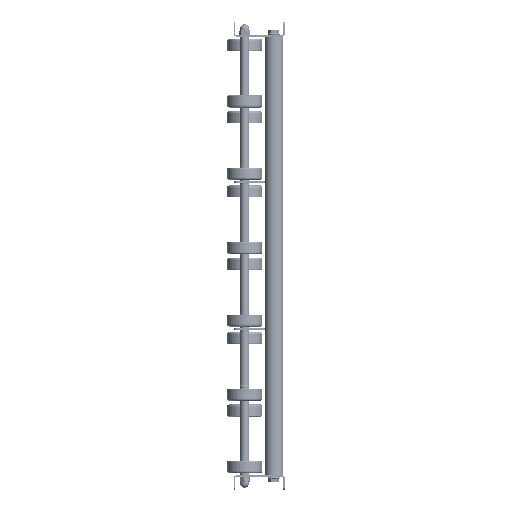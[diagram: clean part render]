
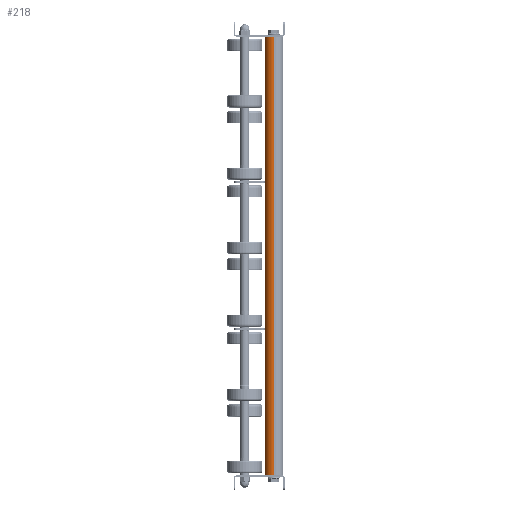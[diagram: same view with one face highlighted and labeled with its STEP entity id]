
A CAD part, left-side view. The second image highlights one B-rep face of the part: STEP entity #218.
In plain terms, the highlighted cylindrical face has radius 12.5 mm (diameter 25 mm), a partial arc.
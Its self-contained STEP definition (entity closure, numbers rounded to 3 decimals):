
#218 = ADVANCED_FACE ( 'NONE', ( #34969 ), #5139, .T. ) ;
#1772 = CARTESIAN_POINT ( 'NONE',  ( 1., 0., -12.5 ) ) ;
#2142 = CARTESIAN_POINT ( 'NONE',  ( 1., 0., 0. ) ) ;
#2218 = CARTESIAN_POINT ( 'NONE',  ( 600., 0., -12.5 ) ) ;
#3495 = ORIENTED_EDGE ( 'NONE', *, *, #7390, .F. ) ;
#3823 = VERTEX_POINT ( 'NONE', #1772 ) ;
#5139 = CYLINDRICAL_SURFACE ( 'NONE', #6987, 12.5 ) ;
#5529 = DIRECTION ( 'NONE',  ( 0., 0., 1. ) ) ;
#6987 = AXIS2_PLACEMENT_3D ( 'NONE', #8430, #31850, #5529 ) ;
#7390 = EDGE_CURVE ( 'NONE', #33833, #35481, #31029, .T. ) ;
#8119 = DIRECTION ( 'NONE',  ( 1., 0., 0. ) ) ;
#8430 = CARTESIAN_POINT ( 'NONE',  ( 600., 0., 0. ) ) ;
#9526 = CARTESIAN_POINT ( 'NONE',  ( 599., 0., -12.5 ) ) ;
#9820 = EDGE_CURVE ( 'NONE', #3823, #35481, #20049, .T. ) ;
#10815 = EDGE_CURVE ( 'NONE', #33833, #34174, #29427, .T. ) ;
#11958 = DIRECTION ( 'NONE',  ( -1., 0., 0. ) ) ;
#13752 = CARTESIAN_POINT ( 'NONE',  ( 1., 0., 12.5 ) ) ;
#13927 = DIRECTION ( 'NONE',  ( 0., 0., -1. ) ) ;
#14492 = AXIS2_PLACEMENT_3D ( 'NONE', #2142, #8119, #13927 ) ;
#17297 = ORIENTED_EDGE ( 'NONE', *, *, #24490, .T. ) ;
#18025 = VECTOR ( 'NONE', #28324, 1000. ) ;
#20049 = CIRCLE ( 'NONE', #14492, 12.5 ) ;
#20634 = CARTESIAN_POINT ( 'NONE',  ( 599., 0., 12.5 ) ) ;
#21064 = DIRECTION ( 'NONE',  ( 0., 0., -1. ) ) ;
#23331 = LINE ( 'NONE', #2218, #32546 ) ;
#24490 = EDGE_CURVE ( 'NONE', #34174, #3823, #23331, .T. ) ;
#28324 = DIRECTION ( 'NONE',  ( -1., 0., 0. ) ) ;
#29427 = CIRCLE ( 'NONE', #34990, 12.5 ) ;
#29676 = ORIENTED_EDGE ( 'NONE', *, *, #9820, .T. ) ;
#31029 = LINE ( 'NONE', #34123, #18025 ) ;
#31850 = DIRECTION ( 'NONE',  ( -1., 0., 0. ) ) ;
#32546 = VECTOR ( 'NONE', #35120, 1000. ) ;
#33833 = VERTEX_POINT ( 'NONE', #20634 ) ;
#34123 = CARTESIAN_POINT ( 'NONE',  ( 600., 0., 12.5 ) ) ;
#34174 = VERTEX_POINT ( 'NONE', #9526 ) ;
#34819 = ORIENTED_EDGE ( 'NONE', *, *, #10815, .T. ) ;
#34969 = FACE_OUTER_BOUND ( 'NONE', #34983, .T. ) ;
#34983 = EDGE_LOOP ( 'NONE', ( #34819, #17297, #29676, #3495 ) ) ;
#34990 = AXIS2_PLACEMENT_3D ( 'NONE', #35384, #11958, #21064 ) ;
#35120 = DIRECTION ( 'NONE',  ( -1., 0., 0. ) ) ;
#35384 = CARTESIAN_POINT ( 'NONE',  ( 599., 0., 0. ) ) ;
#35481 = VERTEX_POINT ( 'NONE', #13752 ) ;
